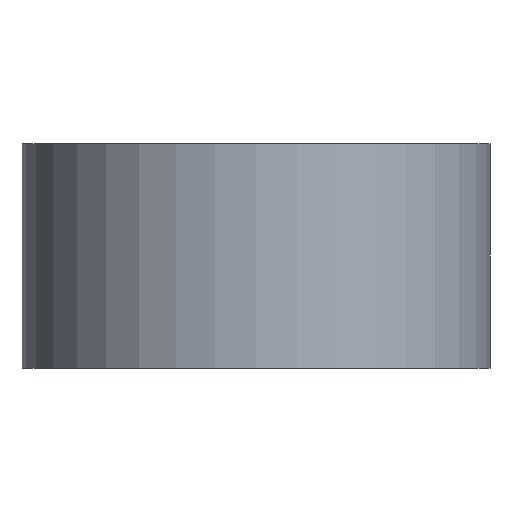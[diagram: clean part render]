
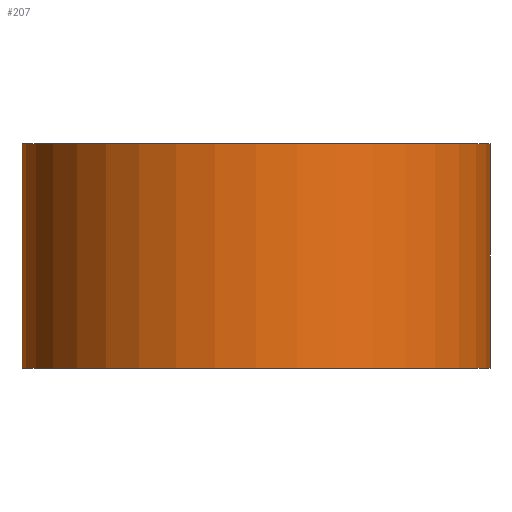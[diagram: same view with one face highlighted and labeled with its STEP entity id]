
A CAD part, front view. The second image highlights one B-rep face of the part: STEP entity #207.
In plain terms, the highlighted cylindrical face has radius 5.08 mm (diameter 10.16 mm), a partial arc.
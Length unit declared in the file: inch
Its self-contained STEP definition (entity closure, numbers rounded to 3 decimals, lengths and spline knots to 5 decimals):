
#11 = DIRECTION ( 'NONE',  ( 0., 0., 1. ) ) ;
#21 = LINE ( 'NONE', #247, #189 ) ;
#24 = VERTEX_POINT ( 'NONE', #195 ) ;
#30 = DIRECTION ( 'NONE',  ( 0., 0., -1. ) ) ;
#34 = CYLINDRICAL_SURFACE ( 'NONE', #172, 0.2 ) ;
#45 = DIRECTION ( 'NONE',  ( 0., 0., 1. ) ) ;
#47 = CARTESIAN_POINT ( 'NONE',  ( -0.2, 0., 0. ) ) ;
#55 = AXIS2_PLACEMENT_3D ( 'NONE', #116, #45, #113 ) ;
#63 = CARTESIAN_POINT ( 'NONE',  ( -0.2, 0., 0.1915 ) ) ;
#82 = CARTESIAN_POINT ( 'NONE',  ( 0.2, 0., 0.1915 ) ) ;
#96 = ORIENTED_EDGE ( 'NONE', *, *, #241, .F. ) ;
#102 = DIRECTION ( 'NONE',  ( -1., 0., 0. ) ) ;
#108 = VECTOR ( 'NONE', #242, 39.37008 ) ;
#109 = EDGE_CURVE ( 'NONE', #216, #152, #131, .T. ) ;
#110 = ORIENTED_EDGE ( 'NONE', *, *, #132, .T. ) ;
#113 = DIRECTION ( 'NONE',  ( 1., 0., 0. ) ) ;
#116 = CARTESIAN_POINT ( 'NONE',  ( 0., 0., 0. ) ) ;
#125 = DIRECTION ( 'NONE',  ( 0., 0., -1. ) ) ;
#126 = CARTESIAN_POINT ( 'NONE',  ( 0., 0., 0.1915 ) ) ;
#131 = LINE ( 'NONE', #186, #108 ) ;
#132 = EDGE_CURVE ( 'NONE', #152, #24, #234, .T. ) ;
#147 = CARTESIAN_POINT ( 'NONE',  ( 0., 0., 0.1915 ) ) ;
#148 = DIRECTION ( 'NONE',  ( 1., 0., 0. ) ) ;
#152 = VERTEX_POINT ( 'NONE', #47 ) ;
#158 = ORIENTED_EDGE ( 'NONE', *, *, #109, .T. ) ;
#172 = AXIS2_PLACEMENT_3D ( 'NONE', #147, #125, #102 ) ;
#174 = ORIENTED_EDGE ( 'NONE', *, *, #230, .F. ) ;
#186 = CARTESIAN_POINT ( 'NONE',  ( -0.2, 0., 0.1915 ) ) ;
#187 = AXIS2_PLACEMENT_3D ( 'NONE', #126, #11, #148 ) ;
#189 = VECTOR ( 'NONE', #30, 39.37008 ) ;
#193 = FACE_OUTER_BOUND ( 'NONE', #217, .T. ) ;
#195 = CARTESIAN_POINT ( 'NONE',  ( 0.2, 0., 0. ) ) ;
#196 = VERTEX_POINT ( 'NONE', #82 ) ;
#207 = ADVANCED_FACE ( 'NONE', ( #193 ), #34, .T. ) ;
#216 = VERTEX_POINT ( 'NONE', #63 ) ;
#217 = EDGE_LOOP ( 'NONE', ( #96, #174, #158, #110 ) ) ;
#230 = EDGE_CURVE ( 'NONE', #216, #196, #252, .T. ) ;
#234 = CIRCLE ( 'NONE', #55, 0.2 ) ;
#241 = EDGE_CURVE ( 'NONE', #196, #24, #21, .T. ) ;
#242 = DIRECTION ( 'NONE',  ( 0., 0., -1. ) ) ;
#247 = CARTESIAN_POINT ( 'NONE',  ( 0.2, 0., 0.1915 ) ) ;
#252 = CIRCLE ( 'NONE', #187, 0.2 ) ;
